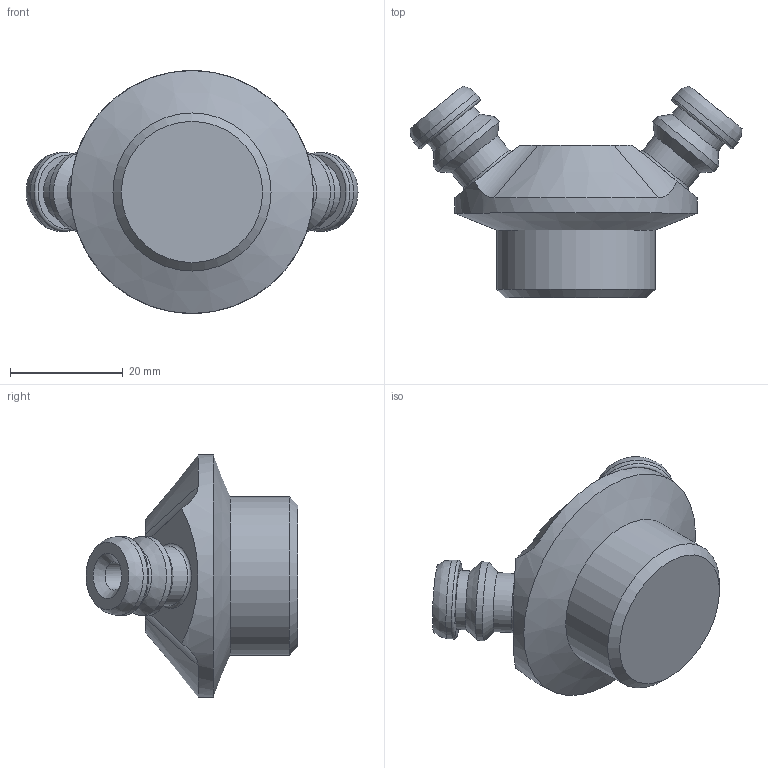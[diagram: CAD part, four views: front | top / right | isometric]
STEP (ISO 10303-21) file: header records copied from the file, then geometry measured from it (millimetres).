
FILE_DESCRIPTION(/* description */ ('This is a sample STEP configuration'),/* implementation_level */ '2;1');
FILE_NAME(/* name */ '440001.stp',/* time_stamp */ '2021-07-09T10:41:39+02:00',/* author */ ('powerJobs'),/* organization */ ('coolOrange'),/* preprocessor_version */ 'ST-DEVELOPER v18',/* originating_system */ 'Autodesk Inventor 2020',/* authorisation */ '');
FILE_SCHEMA (('AUTOMOTIVE_DESIGN { 1 0 10303 214 3 1 1 }'));
Length unit declared in the file: millimetre
Products named in the file (1): 440001
Bounding box: 58.78 x 37.51 x 43 mm (x, y, z)
Volume: 23409.4 mm3; surface area: 7582.7 mm2
Topology: 1 solids, 1 shells, 48 faces, 138 edges, 101 vertices
Faces by surface type: cylinder 21, cone 11, plane 10, torus 4, bspline 2
Full cylindrical faces by diameter (mm): 5 x2, 10.5 x4, 12 x1, 14 x4, 16.5 x1, 18.5 x1, 28 x1, 43 x1
Entity records: 1911 total; most frequent: CARTESIAN_POINT 449, DIRECTION 322, ORIENTED_EDGE 274, AXIS2_PLACEMENT_3D 146, EDGE_CURVE 137, VERTEX_POINT 99, CIRCLE 88, EDGE_LOOP 56
